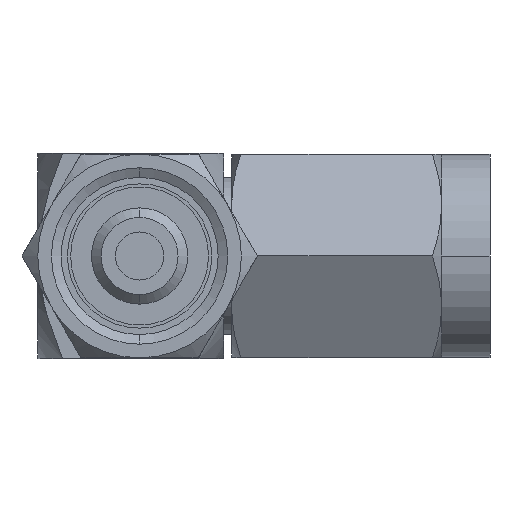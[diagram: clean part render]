
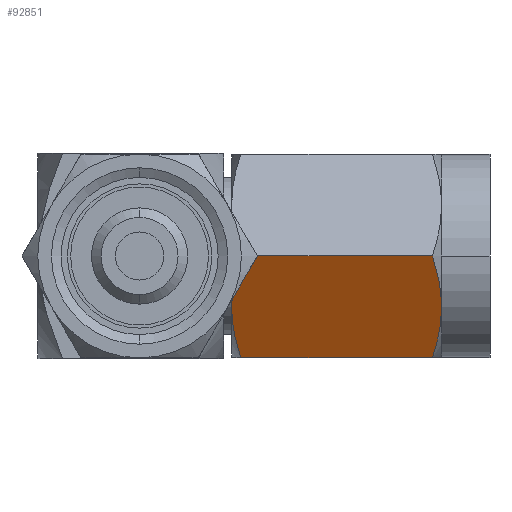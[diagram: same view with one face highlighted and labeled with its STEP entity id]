
A CAD part, left-side view. The second image highlights one B-rep face of the part: STEP entity #92851.
In plain terms, the highlighted face is planar.
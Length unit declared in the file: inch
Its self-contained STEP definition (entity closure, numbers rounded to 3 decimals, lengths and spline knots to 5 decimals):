
#818 = CARTESIAN_POINT ( 'NONE',  ( 0.12387, -0.0625, 0.10825 ) ) ;
#3350 = VERTEX_POINT ( 'NONE', #94026 ) ;
#3444 = VERTEX_POINT ( 'NONE', #52719 ) ;
#4576 = CARTESIAN_POINT ( 'NONE',  ( 0.12387, -0.0625, 0.10825 ) ) ;
#4761 = VERTEX_POINT ( 'NONE', #75345 ) ;
#7296 = DIRECTION ( 'NONE',  ( -1., 0., 0. ) ) ;
#8611 = CARTESIAN_POINT ( 'NONE',  ( 0.38153, 0., 0.14434 ) ) ;
#9770 = VECTOR ( 'NONE', #83350, 39.37008 ) ;
#12009 = VERTEX_POINT ( 'NONE', #84994 ) ;
#13009 = CARTESIAN_POINT ( 'NONE',  ( 0.12822, -0.10455, 0.08397 ) ) ;
#16409 = VERTEX_POINT ( 'NONE', #71940 ) ;
#17099 = EDGE_CURVE ( 'NONE', #16409, #68232, #21462, .T. ) ;
#21201 = EDGE_CURVE ( 'NONE', #68232, #12009, #112975, .T. ) ;
#21462 = B_SPLINE_CURVE_WITH_KNOTS ( 'NONE', 3,
 ( #66344, #64459, #34800, #74144, #105588, #122420 ),
 .UNSPECIFIED., .F., .F.,
 ( 4, 2, 4 ),
 ( 0.00186, 0.00278, 0.0037 ),
 .UNSPECIFIED. ) ;
#23421 = AXIS2_PLACEMENT_3D ( 'NONE', #8611, #118733, #39528 ) ;
#23463 = B_SPLINE_CURVE_WITH_KNOTS ( 'NONE', 3,
 ( #818, #47847, #37556, #87149, #88417, #126453 ),
 .UNSPECIFIED., .F., .F.,
 ( 4, 2, 4 ),
 ( 0.00186, 0.00278, 0.0037 ),
 .UNSPECIFIED. ) ;
#25984 = CARTESIAN_POINT ( 'NONE',  ( 0.38153, -0.125, 0.07217 ) ) ;
#27115 = ORIENTED_EDGE ( 'NONE', *, *, #36327, .F. ) ;
#32260 = EDGE_CURVE ( 'NONE', #12009, #4761, #122264, .T. ) ;
#32753 = CARTESIAN_POINT ( 'NONE',  ( 0.37037, -0.125, 0.07217 ) ) ;
#33753 = ORIENTED_EDGE ( 'NONE', *, *, #21201, .F. ) ;
#33875 = ORIENTED_EDGE ( 'NONE', *, *, #32260, .F. ) ;
#34397 = CARTESIAN_POINT ( 'NONE',  ( 0.38153, 0., 0.14434 ) ) ;
#34800 = CARTESIAN_POINT ( 'NONE',  ( 0.38046, -0.0837, 0.09601 ) ) ;
#36327 = EDGE_CURVE ( 'NONE', #4761, #3444, #23463, .T. ) ;
#37508 = CARTESIAN_POINT ( 'NONE',  ( 0.37037, 0., 0.14434 ) ) ;
#37556 = CARTESIAN_POINT ( 'NONE',  ( 0.12494, -0.0413, 0.12049 ) ) ;
#37618 = PLANE ( 'NONE',  #23421 ) ;
#39528 = DIRECTION ( 'NONE',  ( 0., 0.866, 0.5 ) ) ;
#47847 = CARTESIAN_POINT ( 'NONE',  ( 0.12387, -0.05189, 0.11438 ) ) ;
#48738 = ORIENTED_EDGE ( 'NONE', *, *, #96412, .F. ) ;
#49068 = CARTESIAN_POINT ( 'NONE',  ( 0.37718, -0.02045, 0.13253 ) ) ;
#51105 = ORIENTED_EDGE ( 'NONE', *, *, #17099, .F. ) ;
#52719 = CARTESIAN_POINT ( 'NONE',  ( 0.13504, 0., 0.14434 ) ) ;
#52912 = CARTESIAN_POINT ( 'NONE',  ( 0.13504, -0.125, 0.07217 ) ) ;
#63872 = CARTESIAN_POINT ( 'NONE',  ( 0.12387, -0.0838, 0.09596 ) ) ;
#64459 = CARTESIAN_POINT ( 'NONE',  ( 0.38153, -0.07311, 0.10213 ) ) ;
#66344 = CARTESIAN_POINT ( 'NONE',  ( 0.38153, -0.0625, 0.10825 ) ) ;
#66507 = CARTESIAN_POINT ( 'NONE',  ( 0.38153, -0.0412, 0.12055 ) ) ;
#68232 = VERTEX_POINT ( 'NONE', #32753 ) ;
#71940 = CARTESIAN_POINT ( 'NONE',  ( 0.38153, -0.0625, 0.10825 ) ) ;
#74144 = CARTESIAN_POINT ( 'NONE',  ( 0.37657, -0.10452, 0.08399 ) ) ;
#75345 = CARTESIAN_POINT ( 'NONE',  ( 0.12387, -0.0625, 0.10825 ) ) ;
#75387 = EDGE_LOOP ( 'NONE', ( #33875, #33753, #51105, #48738, #112535, #27115 ) ) ;
#75543 = VECTOR ( 'NONE', #7296, 39.37008 ) ;
#77475 = CARTESIAN_POINT ( 'NONE',  ( 0.38153, -0.0625, 0.10825 ) ) ;
#83350 = DIRECTION ( 'NONE',  ( -1., 0., 0. ) ) ;
#84994 = CARTESIAN_POINT ( 'NONE',  ( 0.13504, -0.125, 0.07217 ) ) ;
#87149 = CARTESIAN_POINT ( 'NONE',  ( 0.12883, -0.02048, 0.13251 ) ) ;
#88417 = CARTESIAN_POINT ( 'NONE',  ( 0.13164, -0.0102, 0.13845 ) ) ;
#92851 = ADVANCED_FACE ( 'NONE', ( #107792 ), #37618, .F. ) ;
#92998 = LINE ( 'NONE', #34397, #75543 ) ;
#94026 = CARTESIAN_POINT ( 'NONE',  ( 0.37037, 0., 0.14434 ) ) ;
#96412 = EDGE_CURVE ( 'NONE', #3350, #16409, #106212, .T. ) ;
#105588 = CARTESIAN_POINT ( 'NONE',  ( 0.37377, -0.1148, 0.07806 ) ) ;
#106212 = B_SPLINE_CURVE_WITH_KNOTS ( 'NONE', 3,
 ( #37508, #49068, #66507, #77475 ),
 .UNSPECIFIED., .F., .F.,
 ( 4, 4 ),
 ( 0., 0.00186 ),
 .UNSPECIFIED. ) ;
#107792 = FACE_OUTER_BOUND ( 'NONE', #75387, .T. ) ;
#112535 = ORIENTED_EDGE ( 'NONE', *, *, #122134, .T. ) ;
#112975 = LINE ( 'NONE', #25984, #9770 ) ;
#118733 = DIRECTION ( 'NONE',  ( 0., 0.5, -0.866 ) ) ;
#122134 = EDGE_CURVE ( 'NONE', #3350, #3444, #92998, .T. ) ;
#122264 = B_SPLINE_CURVE_WITH_KNOTS ( 'NONE', 3,
 ( #52912, #13009, #63872, #4576 ),
 .UNSPECIFIED., .F., .F.,
 ( 4, 4 ),
 ( 0., 0.00186 ),
 .UNSPECIFIED. ) ;
#122420 = CARTESIAN_POINT ( 'NONE',  ( 0.37037, -0.125, 0.07217 ) ) ;
#126453 = CARTESIAN_POINT ( 'NONE',  ( 0.13504, 0., 0.14434 ) ) ;
